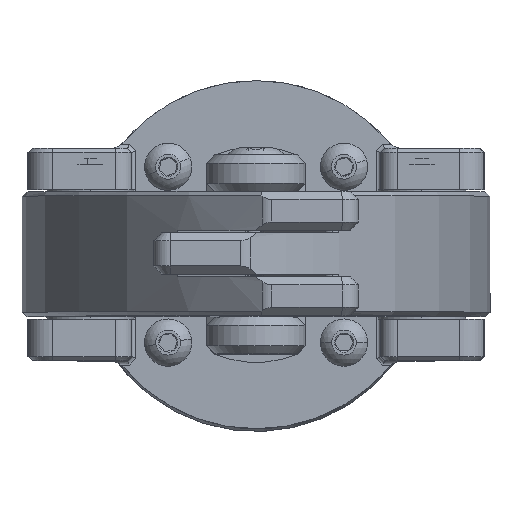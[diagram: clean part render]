
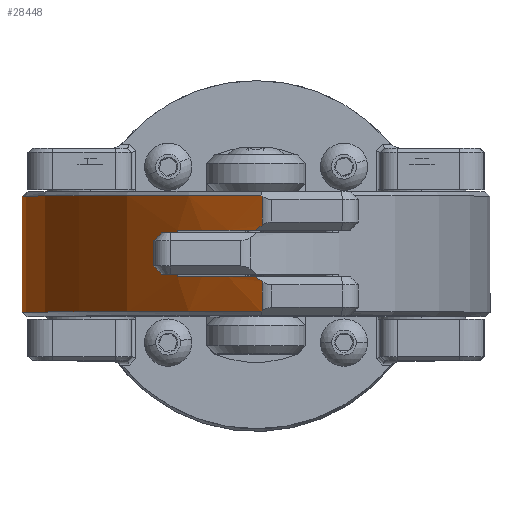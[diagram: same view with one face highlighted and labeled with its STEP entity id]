
A CAD part, top view. The second image highlights one B-rep face of the part: STEP entity #28448.
In plain terms, the highlighted cylindrical face has radius 70 mm (diameter 140 mm), a partial arc.
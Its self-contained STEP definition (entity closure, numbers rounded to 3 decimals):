
#104 = CARTESIAN_POINT ( 'NONE',  ( 8.258, 10.503, -74.213 ) ) ;
#132 =( BOUNDED_CURVE ( )  B_SPLINE_CURVE ( 3, ( #29746, #16651, #4340, #20345 ),
 .UNSPECIFIED., .F., .T. ) 
 B_SPLINE_CURVE_WITH_KNOTS ( ( 4, 4 ),
 ( 0.632, 0.634 ),
 .UNSPECIFIED. ) 
 CURVE ( )  GEOMETRIC_REPRESENTATION_ITEM ( )  RATIONAL_B_SPLINE_CURVE ( ( 1., 1., 1., 1. ) ) 
 REPRESENTATION_ITEM ( '' )  );
#307 = CARTESIAN_POINT ( 'NONE',  ( -33.615, 10.3, -18.117 ) ) ;
#503 = LINE ( 'NONE', #35459, #26348 ) ;
#776 = CARTESIAN_POINT ( 'NONE',  ( 17.892, 4.7, -65.521 ) ) ;
#833 = VERTEX_POINT ( 'NONE', #26311 ) ;
#906 = DIRECTION ( 'NONE',  ( 0., -1., 0. ) ) ;
#1156 = LINE ( 'NONE', #776, #38585 ) ;
#2199 = EDGE_CURVE ( 'NONE', #24458, #25185, #132, .T. ) ;
#2313 = CARTESIAN_POINT ( 'NONE',  ( -33.615, 14.5, -18.117 ) ) ;
#3197 = VERTEX_POINT ( 'NONE', #40354 ) ;
#3258 = ORIENTED_EDGE ( 'NONE', *, *, #11897, .F. ) ;
#3674 = CARTESIAN_POINT ( 'NONE',  ( 7.714, 4.096, -74.614 ) ) ;
#4114 = CARTESIAN_POINT ( 'NONE',  ( 7.856, 0.5, -74.51 ) ) ;
#4340 = CARTESIAN_POINT ( 'NONE',  ( 7.809, 14.465, -74.545 ) ) ;
#5214 = CARTESIAN_POINT ( 'NONE',  ( 7.714, 15., -74.614 ) ) ;
#5295 = ORIENTED_EDGE ( 'NONE', *, *, #31515, .T. ) ;
#5356 = AXIS2_PLACEMENT_3D ( 'NONE', #2313, #15023, #36462 ) ;
#5733 = CARTESIAN_POINT ( 'NONE',  ( 7.987, 10.705, -74.415 ) ) ;
#6532 = CARTESIAN_POINT ( 'NONE',  ( -33.615, 15., -18.117 ) ) ;
#6954 = FACE_OUTER_BOUND ( 'NONE', #29961, .T. ) ;
#7000 = ORIENTED_EDGE ( 'NONE', *, *, #12440, .T. ) ;
#7559 = AXIS2_PLACEMENT_3D ( 'NONE', #9938, #12844, #32362 ) ;
#8800 = ORIENTED_EDGE ( 'NONE', *, *, #9119, .T. ) ;
#9119 = EDGE_CURVE ( 'NONE', #13504, #38941, #12290, .T. ) ;
#9336 = VERTEX_POINT ( 'NONE', #30120 ) ;
#9352 = CARTESIAN_POINT ( 'NONE',  ( -33.615, 0.5, -18.117 ) ) ;
#9421 = AXIS2_PLACEMENT_3D ( 'NONE', #307, #40904, #34642 ) ;
#9501 = ORIENTED_EDGE ( 'NONE', *, *, #22449, .T. ) ;
#9748 = DIRECTION ( 'NONE',  ( 0., 1., 0. ) ) ;
#9938 = CARTESIAN_POINT ( 'NONE',  ( -33.615, 4.7, -18.117 ) ) ;
#10111 = AXIS2_PLACEMENT_3D ( 'NONE', #6532, #19415, #29616 ) ;
#11170 = VERTEX_POINT ( 'NONE', #36922 ) ;
#11897 = EDGE_CURVE ( 'NONE', #833, #9336, #22832, .T. ) ;
#11940 = VERTEX_POINT ( 'NONE', #3674 ) ;
#12290 = CIRCLE ( 'NONE', #25568, 70. ) ;
#12440 = EDGE_CURVE ( 'NONE', #28423, #13504, #503, .T. ) ;
#12575 = ORIENTED_EDGE ( 'NONE', *, *, #2199, .T. ) ;
#12693 = LINE ( 'NONE', #25584, #16577 ) ;
#12844 = DIRECTION ( 'NONE',  ( 0., 1., 0. ) ) ;
#13285 = DIRECTION ( 'NONE',  ( 0., 0., 1. ) ) ;
#13504 = VERTEX_POINT ( 'NONE', #22373 ) ;
#15023 = DIRECTION ( 'NONE',  ( 0., -1., 0. ) ) ;
#15435 = CARTESIAN_POINT ( 'NONE',  ( 7.714, 10.904, -74.614 ) ) ;
#16018 = ORIENTED_EDGE ( 'NONE', *, *, #39669, .T. ) ;
#16198 = CARTESIAN_POINT ( 'NONE',  ( 7.809, 0.535, -74.545 ) ) ;
#16577 = VECTOR ( 'NONE', #18509, 1000. ) ;
#16651 = CARTESIAN_POINT ( 'NONE',  ( 7.762, 14.43, -74.58 ) ) ;
#17889 = DIRECTION ( 'NONE',  ( 0., 1., 0. ) ) ;
#18509 = DIRECTION ( 'NONE',  ( 0., 1., 0. ) ) ;
#18690 = CIRCLE ( 'NONE', #9421, 70. ) ;
#19415 = DIRECTION ( 'NONE',  ( 0., -1., 0. ) ) ;
#19668 = EDGE_CURVE ( 'NONE', #3197, #22484, #23614, .T. ) ;
#19820 = EDGE_CURVE ( 'NONE', #11940, #9336, #31115, .T. ) ;
#20345 = CARTESIAN_POINT ( 'NONE',  ( 7.856, 14.5, -74.51 ) ) ;
#22097 = VERTEX_POINT ( 'NONE', #35906 ) ;
#22373 = CARTESIAN_POINT ( 'NONE',  ( 34.765, 0.5, -3.144 ) ) ;
#22449 = EDGE_CURVE ( 'NONE', #25185, #28423, #23272, .T. ) ;
#22484 = VERTEX_POINT ( 'NONE', #15435 ) ;
#22832 = CIRCLE ( 'NONE', #7559, 70. ) ;
#23171 = CARTESIAN_POINT ( 'NONE',  ( 7.987, 4.295, -74.415 ) ) ;
#23272 = CIRCLE ( 'NONE', #5356, 70. ) ;
#23614 =( BOUNDED_CURVE ( )  B_SPLINE_CURVE ( 3, ( #25485, #104, #5733, #31324 ),
 .UNSPECIFIED., .F., .T. ) 
 B_SPLINE_CURVE_WITH_KNOTS ( ( 4, 4 ),
 ( 2.496, 2.51 ),
 .UNSPECIFIED. ) 
 CURVE ( )  GEOMETRIC_REPRESENTATION_ITEM ( )  RATIONAL_B_SPLINE_CURVE ( ( 1., 1., 1., 1. ) ) 
 REPRESENTATION_ITEM ( '' )  );
#23978 = EDGE_CURVE ( 'NONE', #22484, #24458, #33694, .T. ) ;
#24087 = EDGE_CURVE ( 'NONE', #11170, #11940, #12693, .T. ) ;
#24458 = VERTEX_POINT ( 'NONE', #24723 ) ;
#24723 = CARTESIAN_POINT ( 'NONE',  ( 7.714, 14.396, -74.614 ) ) ;
#25185 = VERTEX_POINT ( 'NONE', #34111 ) ;
#25485 = CARTESIAN_POINT ( 'NONE',  ( 8.528, 10.3, -74.01 ) ) ;
#25568 = AXIS2_PLACEMENT_3D ( 'NONE', #9352, #9748, #13285 ) ;
#25584 = CARTESIAN_POINT ( 'NONE',  ( 7.714, 15., -74.614 ) ) ;
#25877 = CARTESIAN_POINT ( 'NONE',  ( 34.765, 14.5, -3.144 ) ) ;
#25983 = CARTESIAN_POINT ( 'NONE',  ( 7.762, 0.57, -74.58 ) ) ;
#26123 = ORIENTED_EDGE ( 'NONE', *, *, #23978, .T. ) ;
#26311 = CARTESIAN_POINT ( 'NONE',  ( 17.892, 4.7, -65.521 ) ) ;
#26348 = VECTOR ( 'NONE', #906, 1000. ) ;
#26585 = DIRECTION ( 'NONE',  ( 0., 1., 0. ) ) ;
#27885 = EDGE_CURVE ( 'NONE', #22097, #3197, #18690, .T. ) ;
#28423 = VERTEX_POINT ( 'NONE', #25877 ) ;
#28448 = ADVANCED_FACE ( 'NONE', ( #6954 ), #35232, .T. ) ;
#28841 = CARTESIAN_POINT ( 'NONE',  ( 7.714, 4.096, -74.614 ) ) ;
#29616 = DIRECTION ( 'NONE',  ( 0., 0., -1. ) ) ;
#29746 = CARTESIAN_POINT ( 'NONE',  ( 7.714, 14.396, -74.614 ) ) ;
#29961 = EDGE_LOOP ( 'NONE', ( #12575, #9501, #7000, #8800, #5295, #37050, #36482, #3258, #16018, #37621, #31071, #26123 ) ) ;
#30120 = CARTESIAN_POINT ( 'NONE',  ( 8.528, 4.7, -74.01 ) ) ;
#31071 = ORIENTED_EDGE ( 'NONE', *, *, #19668, .T. ) ;
#31115 =( BOUNDED_CURVE ( )  B_SPLINE_CURVE ( 3, ( #28841, #23171, #39001, #38614 ),
 .UNSPECIFIED., .F., .T. ) 
 B_SPLINE_CURVE_WITH_KNOTS ( ( 4, 4 ),
 ( 0.632, 0.646 ),
 .UNSPECIFIED. ) 
 CURVE ( )  GEOMETRIC_REPRESENTATION_ITEM ( )  RATIONAL_B_SPLINE_CURVE ( ( 1., 1., 1., 1. ) ) 
 REPRESENTATION_ITEM ( '' )  );
#31324 = CARTESIAN_POINT ( 'NONE',  ( 7.714, 10.904, -74.614 ) ) ;
#31515 = EDGE_CURVE ( 'NONE', #38941, #11170, #39150, .T. ) ;
#32362 = DIRECTION ( 'NONE',  ( 0., 0., 1. ) ) ;
#32395 = CARTESIAN_POINT ( 'NONE',  ( 7.714, 0.604, -74.614 ) ) ;
#33694 = LINE ( 'NONE', #5214, #33844 ) ;
#33844 = VECTOR ( 'NONE', #17889, 1000. ) ;
#34111 = CARTESIAN_POINT ( 'NONE',  ( 7.856, 14.5, -74.51 ) ) ;
#34642 = DIRECTION ( 'NONE',  ( 0., 0., 1. ) ) ;
#35232 = CYLINDRICAL_SURFACE ( 'NONE', #10111, 70. ) ;
#35459 = CARTESIAN_POINT ( 'NONE',  ( 34.765, 15., -3.144 ) ) ;
#35906 = CARTESIAN_POINT ( 'NONE',  ( 17.892, 10.3, -65.521 ) ) ;
#36227 = CARTESIAN_POINT ( 'NONE',  ( 7.856, 0.5, -74.51 ) ) ;
#36462 = DIRECTION ( 'NONE',  ( 0., 0., 1. ) ) ;
#36482 = ORIENTED_EDGE ( 'NONE', *, *, #19820, .T. ) ;
#36922 = CARTESIAN_POINT ( 'NONE',  ( 7.714, 0.604, -74.614 ) ) ;
#37050 = ORIENTED_EDGE ( 'NONE', *, *, #24087, .T. ) ;
#37621 = ORIENTED_EDGE ( 'NONE', *, *, #27885, .T. ) ;
#38585 = VECTOR ( 'NONE', #26585, 1000. ) ;
#38614 = CARTESIAN_POINT ( 'NONE',  ( 8.528, 4.7, -74.01 ) ) ;
#38941 = VERTEX_POINT ( 'NONE', #36227 ) ;
#39001 = CARTESIAN_POINT ( 'NONE',  ( 8.258, 4.497, -74.213 ) ) ;
#39150 =( BOUNDED_CURVE ( )  B_SPLINE_CURVE ( 3, ( #4114, #16198, #25983, #32395 ),
 .UNSPECIFIED., .F., .T. ) 
 B_SPLINE_CURVE_WITH_KNOTS ( ( 4, 4 ),
 ( 2.507, 2.51 ),
 .UNSPECIFIED. ) 
 CURVE ( )  GEOMETRIC_REPRESENTATION_ITEM ( )  RATIONAL_B_SPLINE_CURVE ( ( 1., 1., 1., 1. ) ) 
 REPRESENTATION_ITEM ( '' )  );
#39669 = EDGE_CURVE ( 'NONE', #833, #22097, #1156, .T. ) ;
#40354 = CARTESIAN_POINT ( 'NONE',  ( 8.528, 10.3, -74.01 ) ) ;
#40904 = DIRECTION ( 'NONE',  ( 0., 1., 0. ) ) ;
